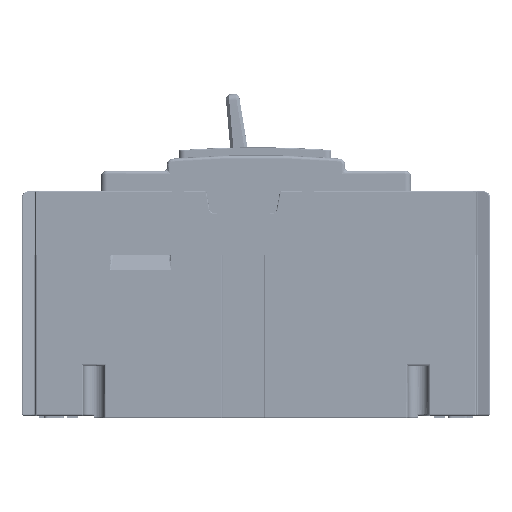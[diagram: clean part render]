
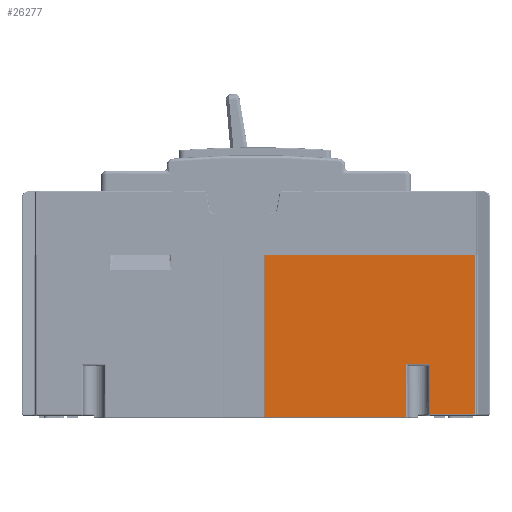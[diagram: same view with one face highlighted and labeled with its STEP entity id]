
A CAD part, front view. The second image highlights one B-rep face of the part: STEP entity #26277.
In plain terms, the highlighted planar face has unit normal (0, -1, 0).
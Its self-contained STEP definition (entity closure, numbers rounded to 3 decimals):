
#7075=LINE('',#198252,#15220);
#7094=LINE('',#198337,#15239);
#7096=LINE('',#198346,#15241);
#7099=LINE('',#198354,#15244);
#7122=LINE('',#198497,#15267);
#7125=LINE('',#198507,#15270);
#7183=LINE('',#198661,#15328);
#7184=LINE('',#198662,#15329);
#15220=VECTOR('',#104088,1.);
#15239=VECTOR('',#104129,1.);
#15241=VECTOR('',#104137,1.);
#15244=VECTOR('',#104144,1.);
#15267=VECTOR('',#104217,1.);
#15270=VECTOR('',#104226,1.);
#15328=VECTOR('',#104406,1.);
#15329=VECTOR('',#104407,1.);
#19905=FACE_OUTER_BOUND('',#35081,.T.);
#26277=ADVANCED_FACE('',(#19905),#29378,.T.);
#29378=PLANE('',#85882);
#35081=EDGE_LOOP('',(#53862,#53863,#53864,#53865,#53866,#53867,#53868,#53869));
#53862=ORIENTED_EDGE('',*,*,#76277,.T.);
#53863=ORIENTED_EDGE('',*,*,#76190,.T.);
#53864=ORIENTED_EDGE('',*,*,#76115,.T.);
#53865=ORIENTED_EDGE('',*,*,#76195,.T.);
#53866=ORIENTED_EDGE('',*,*,#76278,.T.);
#53867=ORIENTED_EDGE('',*,*,#76152,.T.);
#53868=ORIENTED_EDGE('',*,*,#76148,.T.);
#53869=ORIENTED_EDGE('',*,*,#76144,.T.);
#65590=VERTEX_POINT('',#198251);
#65591=VERTEX_POINT('',#198253);
#65614=VERTEX_POINT('',#198338);
#65615=VERTEX_POINT('',#198339);
#65618=VERTEX_POINT('',#198347);
#65621=VERTEX_POINT('',#198355);
#65644=VERTEX_POINT('',#198498);
#65647=VERTEX_POINT('',#198506);
#76115=EDGE_CURVE('',#65591,#65590,#7075,.T.);
#76144=EDGE_CURVE('',#65614,#65615,#7094,.T.);
#76148=EDGE_CURVE('',#65618,#65614,#7096,.T.);
#76152=EDGE_CURVE('',#65621,#65618,#7099,.T.);
#76190=EDGE_CURVE('',#65644,#65591,#7122,.T.);
#76195=EDGE_CURVE('',#65590,#65647,#7125,.T.);
#76277=EDGE_CURVE('',#65615,#65644,#7183,.T.);
#76278=EDGE_CURVE('',#65647,#65621,#7184,.T.);
#85882=AXIS2_PLACEMENT_3D('',#198663,#104408,#104409);
#104088=DIRECTION('',(-1.,0.,0.));
#104129=DIRECTION('',(0.,0.,-1.));
#104137=DIRECTION('',(1.,0.,0.));
#104144=DIRECTION('',(0.,0.,1.));
#104217=DIRECTION('',(0.,0.,1.));
#104226=DIRECTION('',(0.,0.,-1.));
#104406=DIRECTION('',(1.,0.,0.));
#104407=DIRECTION('',(1.,0.,0.));
#104408=DIRECTION('',(0.,-1.,0.));
#104409=DIRECTION('',(0.,0.,-1.));
#198251=CARTESIAN_POINT('',(-266.5,112.575,0.));
#198252=CARTESIAN_POINT('',(-277.27,112.575,0.));
#198253=CARTESIAN_POINT('',(-197.,112.575,0.));
#198337=CARTESIAN_POINT('',(-211.75,112.575,-53.1));
#198338=CARTESIAN_POINT('',(-211.75,112.575,-36.));
#198339=CARTESIAN_POINT('',(-211.75,112.575,-52.6));
#198346=CARTESIAN_POINT('',(-212.25,112.575,-36.));
#198347=CARTESIAN_POINT('',(-219.75,112.575,-36.));
#198354=CARTESIAN_POINT('',(-219.75,112.575,-53.5));
#198355=CARTESIAN_POINT('',(-219.75,112.575,-53.5));
#198497=CARTESIAN_POINT('',(-197.,112.575,-39.5));
#198498=CARTESIAN_POINT('',(-197.,112.575,-52.6));
#198506=CARTESIAN_POINT('',(-266.5,112.575,-53.5));
#198507=CARTESIAN_POINT('',(-266.5,112.575,-39.5));
#198661=CARTESIAN_POINT('',(-198.,112.575,-52.6));
#198662=CARTESIAN_POINT('',(-339.143,112.575,-53.5));
#198663=CARTESIAN_POINT('',(-339.143,112.575,-39.5));
